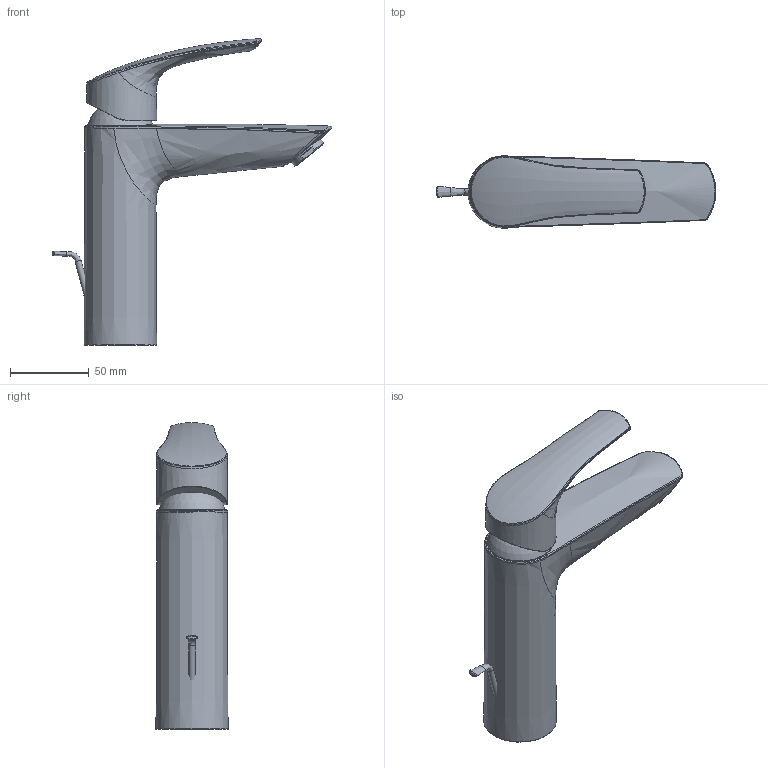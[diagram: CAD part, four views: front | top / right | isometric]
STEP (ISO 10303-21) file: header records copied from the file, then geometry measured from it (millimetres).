
FILE_DESCRIPTION(/* description */ ('Unknown'),/* implementation_level */ '2;1');
FILE_NAME(/* name */ '23322003',/* time_stamp */ '2022-09-01T10:07:44+02:00',/* author */ ('Unknown'),/* organization */ ('GROHE AG'),/* preprocessor_version */ 'ST-DEVELOPER v16.7',/* originating_system */ 'DEX',/* authorisation */ $);
FILE_SCHEMA (('AUTOMOTIVE_DESIGN {1 0 10303 214 3 1 1}'));
Length unit declared in the file: millimetre
Products named in the file (5): 23322003; id47; 40.2951.24300; EuroSmart Evolution M size_20190927
Assembly tree (4 placements, depth 2):
  23322003
    23322003
    id47
    40.2951.24300
    EuroSmart Evolution M size_20190927
Bounding box: 178.09 x 46.2 x 195.23 mm (x, y, z)
Volume: 946.1 mm3; surface area: 49640.5 mm2
Topology: 1 solids, 47 shells, 324 faces, 2087 edges, 1740 vertices
Faces by surface type: plane 137, cylinder 103, bspline 67, cone 12, torus 4, sphere 1
Full cylindrical faces by diameter (mm): 4 x1, 15.7 x1, 17.75 x1, 20.15 x1, 23.87 x1, 41.9 x1
Entity records: 27073 total; most frequent: CARTESIAN_POINT 12654, ORIENTED_EDGE 2482, DIRECTION 2405, EDGE_CURVE 2047, VERTEX_POINT 1720, LINE 1359, VECTOR 1359, AXIS2_PLACEMENT_3D 523
